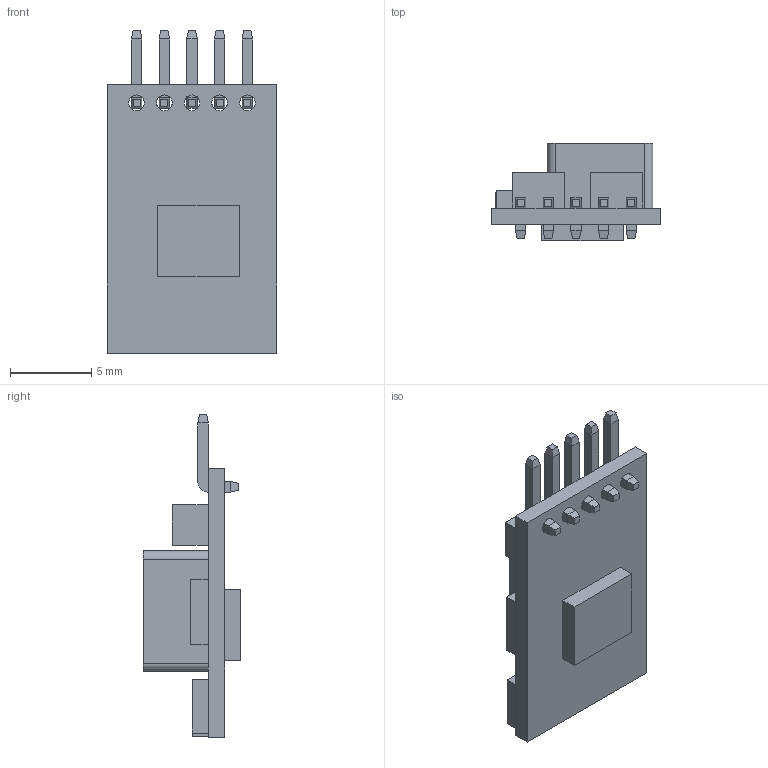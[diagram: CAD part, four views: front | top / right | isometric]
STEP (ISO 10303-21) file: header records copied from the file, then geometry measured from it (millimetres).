
FILE_DESCRIPTION (( 'STEP AP214' ), '1' );
FILE_NAME ('TSR03-24S05.STEP', '2018-10-19T08:00:22', ( 'user' ), ( '' ), 'SwSTEP 2.0', 'SolidWorks 2016', '' );
FILE_SCHEMA (( 'AUTOMOTIVE_DESIGN' ));
Length unit declared in the file: millimetre
Products named in the file (1): TSR03-24S05
Bounding box: 10.4 x 6 x 19.8 mm (x, y, z)
Volume: 461.8 mm3; surface area: 700.7 mm2
Topology: 1 solids, 1 shells, 145 faces, 363 edges, 222 vertices
Faces by surface type: plane 126, cylinder 19
Entity records: 5535 total; most frequent: CARTESIAN_POINT 731, ORIENTED_EDGE 726, DIRECTION 703, EDGE_CURVE 363, LINE 315, VECTOR 315, VERTEX_POINT 222, AXIS2_PLACEMENT_3D 194
